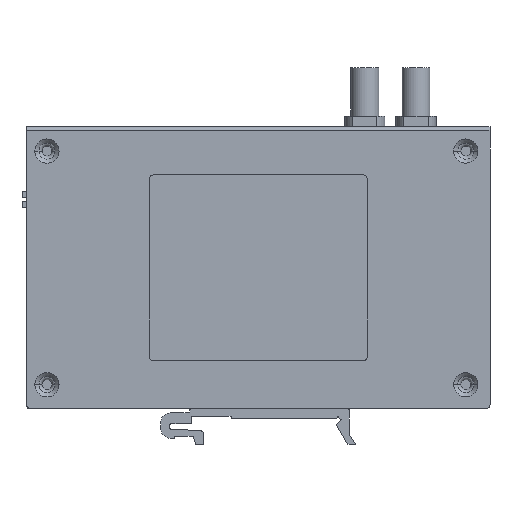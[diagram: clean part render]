
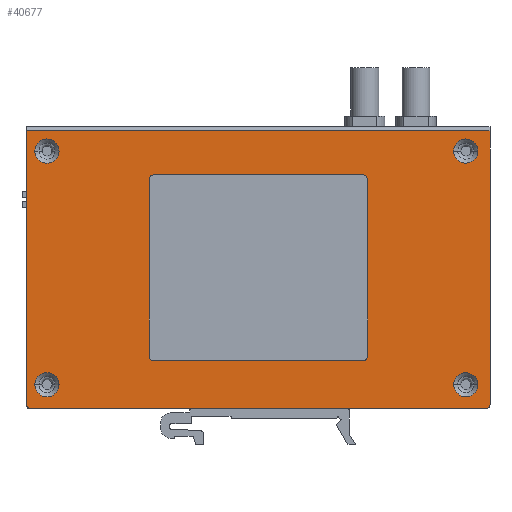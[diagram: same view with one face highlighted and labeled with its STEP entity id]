
A CAD part, left-side view. The second image highlights one B-rep face of the part: STEP entity #40677.
In plain terms, the highlighted planar face has unit normal (-1, 0, 0).
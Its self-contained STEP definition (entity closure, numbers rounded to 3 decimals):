
#39092=DIRECTION('',(0.,-1.,0.));
#39093=VECTOR('',#39092,113.);
#39094=CARTESIAN_POINT('',(-29.15,56.,-34.9));
#39095=LINE('',#39094,#39093);
#39096=CARTESIAN_POINT('',(-29.15,56.,-33.9));
#39097=DIRECTION('',(-1.,0.,0.));
#39098=DIRECTION('',(0.,1.,0.));
#39099=AXIS2_PLACEMENT_3D('',#39096,#39097,#39098);
#39101=DIRECTION('',(0.,0.,-1.));
#39102=VECTOR('',#39101,68.);
#39103=CARTESIAN_POINT('',(-29.15,57.,34.1));
#39104=LINE('',#39103,#39102);
#39105=DIRECTION('',(0.,0.,1.));
#39106=VECTOR('',#39105,68.);
#39107=CARTESIAN_POINT('',(-29.15,-58.,-33.9));
#39108=LINE('',#39107,#39106);
#39109=CARTESIAN_POINT('',(-29.15,-57.,-33.9));
#39110=DIRECTION('',(-1.,0.,0.));
#39111=DIRECTION('',(0.,0.,-1.));
#39112=AXIS2_PLACEMENT_3D('',#39109,#39110,#39111);
#39114=CARTESIAN_POINT('',(-29.15,52.,-28.9));
#39115=DIRECTION('',(1.,0.,0.));
#39116=DIRECTION('',(0.,1.,0.));
#39117=AXIS2_PLACEMENT_3D('',#39114,#39115,#39116);
#39119=CARTESIAN_POINT('',(-29.15,52.,-28.9));
#39120=DIRECTION('',(1.,0.,0.));
#39121=DIRECTION('',(0.,-1.,0.));
#39122=AXIS2_PLACEMENT_3D('',#39119,#39120,#39121);
#39124=CARTESIAN_POINT('',(-29.15,52.,29.1));
#39125=DIRECTION('',(1.,0.,0.));
#39126=DIRECTION('',(0.,1.,0.));
#39127=AXIS2_PLACEMENT_3D('',#39124,#39125,#39126);
#39129=CARTESIAN_POINT('',(-29.15,52.,29.1));
#39130=DIRECTION('',(1.,0.,0.));
#39131=DIRECTION('',(0.,-1.,0.));
#39132=AXIS2_PLACEMENT_3D('',#39129,#39130,#39131);
#39134=CARTESIAN_POINT('',(-29.15,-52.,29.1));
#39135=DIRECTION('',(1.,0.,0.));
#39136=DIRECTION('',(0.,1.,0.));
#39137=AXIS2_PLACEMENT_3D('',#39134,#39135,#39136);
#39139=CARTESIAN_POINT('',(-29.15,-52.,29.1));
#39140=DIRECTION('',(1.,0.,0.));
#39141=DIRECTION('',(0.,-1.,0.));
#39142=AXIS2_PLACEMENT_3D('',#39139,#39140,#39141);
#39144=CARTESIAN_POINT('',(-29.15,-52.,-28.9));
#39145=DIRECTION('',(1.,0.,0.));
#39146=DIRECTION('',(0.,1.,0.));
#39147=AXIS2_PLACEMENT_3D('',#39144,#39145,#39146);
#39149=CARTESIAN_POINT('',(-29.15,-52.,-28.9));
#39150=DIRECTION('',(1.,0.,0.));
#39151=DIRECTION('',(0.,-1.,0.));
#39152=AXIS2_PLACEMENT_3D('',#39149,#39150,#39151);
#39154=CARTESIAN_POINT('',(-29.15,-26.4,22.));
#39155=DIRECTION('',(1.,0.,0.));
#39156=DIRECTION('',(0.,0.,1.));
#39157=AXIS2_PLACEMENT_3D('',#39154,#39155,#39156);
#39159=DIRECTION('',(0.,-1.,0.));
#39160=VECTOR('',#39159,51.8);
#39161=CARTESIAN_POINT('',(-29.15,25.4,23.2));
#39162=LINE('',#39161,#39160);
#39163=CARTESIAN_POINT('',(-29.15,25.4,22.));
#39164=DIRECTION('',(1.,0.,0.));
#39165=DIRECTION('',(0.,1.,0.));
#39166=AXIS2_PLACEMENT_3D('',#39163,#39164,#39165);
#39168=DIRECTION('',(0.,0.,1.));
#39169=VECTOR('',#39168,43.8);
#39170=CARTESIAN_POINT('',(-29.15,26.6,-21.8));
#39171=LINE('',#39170,#39169);
#39172=CARTESIAN_POINT('',(-29.15,25.4,-21.8));
#39173=DIRECTION('',(1.,0.,0.));
#39174=DIRECTION('',(0.,0.,-1.));
#39175=AXIS2_PLACEMENT_3D('',#39172,#39173,#39174);
#39177=DIRECTION('',(0.,1.,0.));
#39178=VECTOR('',#39177,51.8);
#39179=CARTESIAN_POINT('',(-29.15,-26.4,-23.));
#39180=LINE('',#39179,#39178);
#39181=CARTESIAN_POINT('',(-29.15,-26.4,-21.8));
#39182=DIRECTION('',(1.,0.,0.));
#39183=DIRECTION('',(0.,-1.,0.));
#39184=AXIS2_PLACEMENT_3D('',#39181,#39182,#39183);
#39186=DIRECTION('',(0.,0.,-1.));
#39187=VECTOR('',#39186,43.8);
#39188=CARTESIAN_POINT('',(-29.15,-27.6,22.));
#39189=LINE('',#39188,#39187);
#39206=DIRECTION('',(0.,-1.,0.));
#39207=VECTOR('',#39206,115.);
#39208=CARTESIAN_POINT('',(-29.15,57.,34.1));
#39209=LINE('',#39208,#39207);
#39790=CARTESIAN_POINT('',(-29.15,-58.,34.1));
#39791=VERTEX_POINT('',#39790);
#39800=CARTESIAN_POINT('',(-29.15,56.,-34.9));
#39801=CARTESIAN_POINT('',(-29.15,-57.,-34.9));
#39802=VERTEX_POINT('',#39800);
#39803=VERTEX_POINT('',#39801);
#39804=CARTESIAN_POINT('',(-29.15,57.,34.1));
#39805=VERTEX_POINT('',#39804);
#39816=CARTESIAN_POINT('',(-29.15,55.,-28.9));
#39817=CARTESIAN_POINT('',(-29.15,49.,-28.9));
#39818=VERTEX_POINT('',#39816);
#39819=VERTEX_POINT('',#39817);
#39820=CARTESIAN_POINT('',(-29.15,-58.,-33.9));
#39821=VERTEX_POINT('',#39820);
#39822=CARTESIAN_POINT('',(-29.15,57.,-33.9));
#39823=VERTEX_POINT('',#39822);
#39840=CARTESIAN_POINT('',(-29.15,55.,29.1));
#39841=CARTESIAN_POINT('',(-29.15,49.,29.1));
#39842=VERTEX_POINT('',#39840);
#39843=VERTEX_POINT('',#39841);
#39862=CARTESIAN_POINT('',(-29.15,-49.,29.1));
#39863=CARTESIAN_POINT('',(-29.15,-55.,29.1));
#39864=VERTEX_POINT('',#39862);
#39865=VERTEX_POINT('',#39863);
#39878=CARTESIAN_POINT('',(-29.15,-49.,-28.9));
#39879=CARTESIAN_POINT('',(-29.15,-55.,-28.9));
#39880=VERTEX_POINT('',#39878);
#39881=VERTEX_POINT('',#39879);
#39900=CARTESIAN_POINT('',(-29.15,-26.4,23.2));
#39901=CARTESIAN_POINT('',(-29.15,-27.6,22.));
#39902=VERTEX_POINT('',#39900);
#39903=VERTEX_POINT('',#39901);
#39922=CARTESIAN_POINT('',(-29.15,-27.6,-21.8));
#39923=VERTEX_POINT('',#39922);
#39924=CARTESIAN_POINT('',(-29.15,25.4,23.2));
#39925=VERTEX_POINT('',#39924);
#39950=CARTESIAN_POINT('',(-29.15,-26.4,-23.));
#39951=VERTEX_POINT('',#39950);
#39952=CARTESIAN_POINT('',(-29.15,26.6,22.));
#39953=VERTEX_POINT('',#39952);
#39978=CARTESIAN_POINT('',(-29.15,25.4,-23.));
#39979=VERTEX_POINT('',#39978);
#39982=CARTESIAN_POINT('',(-29.15,26.6,-21.8));
#39983=VERTEX_POINT('',#39982);
#40618=CARTESIAN_POINT('',(-29.15,-58.,34.1));
#40619=DIRECTION('',(1.,0.,0.));
#40620=DIRECTION('',(0.,-1.,0.));
#40621=AXIS2_PLACEMENT_3D('',#40618,#40619,#40620);
#40622=PLANE('',#40621);
#40624=ORIENTED_EDGE('',*,*,#40623,.F.);
#40626=ORIENTED_EDGE('',*,*,#40625,.F.);
#40627=ORIENTED_EDGE('',*,*,#40609,.F.);
#40629=ORIENTED_EDGE('',*,*,#40628,.T.);
#40630=ORIENTED_EDGE('',*,*,#40185,.F.);
#40632=ORIENTED_EDGE('',*,*,#40631,.F.);
#40633=EDGE_LOOP('',(#40624,#40626,#40627,#40629,#40630,#40632));
#40634=FACE_OUTER_BOUND('',#40633,.F.);
#40636=ORIENTED_EDGE('',*,*,#40635,.F.);
#40638=ORIENTED_EDGE('',*,*,#40637,.F.);
#40639=EDGE_LOOP('',(#40636,#40638));
#40640=FACE_BOUND('',#40639,.F.);
#40642=ORIENTED_EDGE('',*,*,#40641,.F.);
#40644=ORIENTED_EDGE('',*,*,#40643,.F.);
#40645=EDGE_LOOP('',(#40642,#40644));
#40646=FACE_BOUND('',#40645,.F.);
#40648=ORIENTED_EDGE('',*,*,#40647,.F.);
#40650=ORIENTED_EDGE('',*,*,#40649,.F.);
#40651=EDGE_LOOP('',(#40648,#40650));
#40652=FACE_BOUND('',#40651,.F.);
#40654=ORIENTED_EDGE('',*,*,#40653,.F.);
#40656=ORIENTED_EDGE('',*,*,#40655,.F.);
#40657=EDGE_LOOP('',(#40654,#40656));
#40658=FACE_BOUND('',#40657,.F.);
#40660=ORIENTED_EDGE('',*,*,#40659,.F.);
#40662=ORIENTED_EDGE('',*,*,#40661,.F.);
#40664=ORIENTED_EDGE('',*,*,#40663,.F.);
#40666=ORIENTED_EDGE('',*,*,#40665,.F.);
#40668=ORIENTED_EDGE('',*,*,#40667,.F.);
#40670=ORIENTED_EDGE('',*,*,#40669,.F.);
#40672=ORIENTED_EDGE('',*,*,#40671,.F.);
#40674=ORIENTED_EDGE('',*,*,#40673,.F.);
#40675=EDGE_LOOP('',(#40660,#40662,#40664,#40666,#40668,#40670,#40672,#40674));
#40676=FACE_BOUND('',#40675,.F.);
#40677=ADVANCED_FACE('',(#40634,#40640,#40646,#40652,#40658,#40676),#40622,.F.);
#39100=CIRCLE('',#39099,1.);
#39113=CIRCLE('',#39112,1.);
#39118=CIRCLE('',#39117,3.);
#39123=CIRCLE('',#39122,3.);
#39128=CIRCLE('',#39127,3.);
#39133=CIRCLE('',#39132,3.);
#39138=CIRCLE('',#39137,3.);
#39143=CIRCLE('',#39142,3.);
#39148=CIRCLE('',#39147,3.);
#39153=CIRCLE('',#39152,3.);
#39158=CIRCLE('',#39157,1.2);
#39167=CIRCLE('',#39166,1.2);
#39176=CIRCLE('',#39175,1.2);
#39185=CIRCLE('',#39184,1.2);
#40185=EDGE_CURVE('',#39821,#39791,#39108,.T.);
#40609=EDGE_CURVE('',#39805,#39823,#39104,.T.);
#40623=EDGE_CURVE('',#39802,#39803,#39095,.T.);
#40625=EDGE_CURVE('',#39823,#39802,#39100,.T.);
#40628=EDGE_CURVE('',#39805,#39791,#39209,.T.);
#40631=EDGE_CURVE('',#39803,#39821,#39113,.T.);
#40635=EDGE_CURVE('',#39818,#39819,#39118,.T.);
#40637=EDGE_CURVE('',#39819,#39818,#39123,.T.);
#40641=EDGE_CURVE('',#39842,#39843,#39128,.T.);
#40643=EDGE_CURVE('',#39843,#39842,#39133,.T.);
#40647=EDGE_CURVE('',#39864,#39865,#39138,.T.);
#40649=EDGE_CURVE('',#39865,#39864,#39143,.T.);
#40653=EDGE_CURVE('',#39880,#39881,#39148,.T.);
#40655=EDGE_CURVE('',#39881,#39880,#39153,.T.);
#40659=EDGE_CURVE('',#39902,#39903,#39158,.T.);
#40661=EDGE_CURVE('',#39925,#39902,#39162,.T.);
#40663=EDGE_CURVE('',#39953,#39925,#39167,.T.);
#40665=EDGE_CURVE('',#39983,#39953,#39171,.T.);
#40667=EDGE_CURVE('',#39979,#39983,#39176,.T.);
#40669=EDGE_CURVE('',#39951,#39979,#39180,.T.);
#40671=EDGE_CURVE('',#39923,#39951,#39185,.T.);
#40673=EDGE_CURVE('',#39903,#39923,#39189,.T.);
